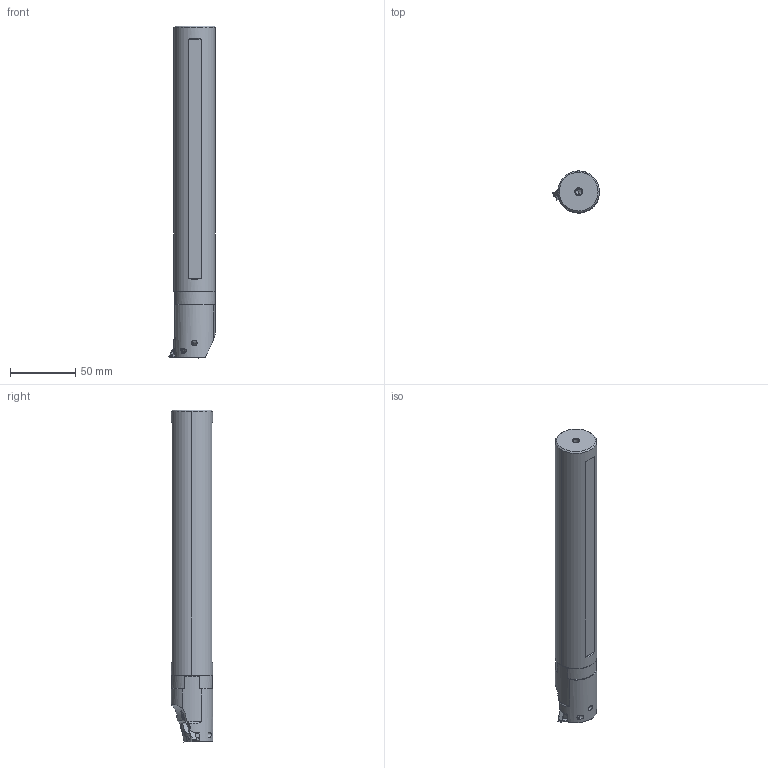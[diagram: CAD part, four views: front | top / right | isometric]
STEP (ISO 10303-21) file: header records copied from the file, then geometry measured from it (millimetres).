
FILE_DESCRIPTION(/* description */ (''),/* implementation_level */ '2;1');
FILE_NAME(/* name */ 'MMTIR203-1_45-1_5-C_100ISO-S.stp',/* time_stamp */ '2023-02-08T14:08:21+09:00',/* author */ (''),/* organization */ (''),/* preprocessor_version */ 'ST-DEVELOPER v16',/* originating_system */ 'SIEMENS PLM Software NX 10.0',/* authorisation */ '');
FILE_SCHEMA (('AUTOMOTIVE_DESIGN { 1 0 10303 214 3 1 1 1 }'));
Length unit declared in the file: millimetre
Products named in the file (1): MMTIR203-1_45-1_5-C_100ISO-S_ASM
Bounding box: 35.82 x 31.95 x 254.16 mm (x, y, z)
Volume: 187405 mm3; surface area: 31628.1 mm2
Topology: 2 solids, 3 shells, 293 faces, 903 edges, 639 vertices
Faces by surface type: plane 127, cylinder 112, cone 42, torus 12
Entity records: 12878 total; most frequent: CARTESIAN_POINT 2682, DIRECTION 1765, ORIENTED_EDGE 1734, EDGE_CURVE 867, AXIS2_PLACEMENT_3D 675, VERTEX_POINT 578, LINE 415, VECTOR 415
